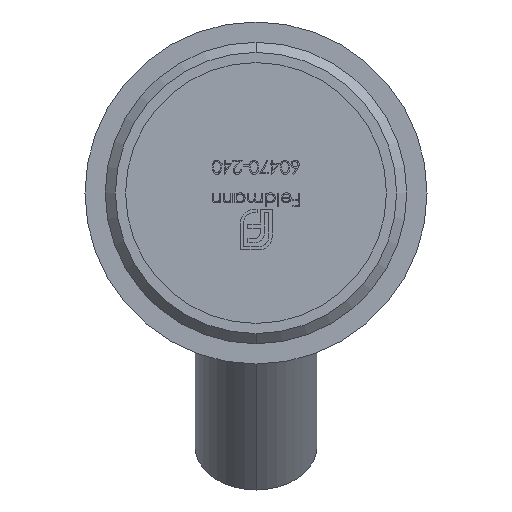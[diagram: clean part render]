
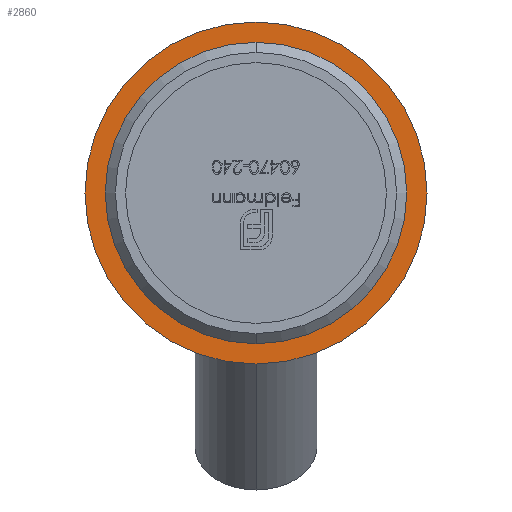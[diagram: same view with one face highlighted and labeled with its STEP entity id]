
A CAD part, front view. The second image highlights one B-rep face of the part: STEP entity #2860.
In plain terms, the highlighted planar face has unit normal (0, -1, 0).
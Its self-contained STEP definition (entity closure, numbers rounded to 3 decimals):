
#175 = ORIENTED_EDGE ( 'NONE', *, *, #393, .F. ) ;
#185 = DIRECTION ( 'NONE',  ( 0., 1., 0. ) ) ;
#393 = EDGE_CURVE ( 'NONE', #7529, #3468, #10179, .T. ) ;
#653 = CARTESIAN_POINT ( 'NONE',  ( 0., -7., 0. ) ) ;
#838 = ORIENTED_EDGE ( 'NONE', *, *, #12415, .F. ) ;
#1057 = VERTEX_POINT ( 'NONE', #11220 ) ;
#1542 = CIRCLE ( 'NONE', #6503, 14.85 ) ;
#1937 = AXIS2_PLACEMENT_3D ( 'NONE', #7471, #5244, #4032 ) ;
#2435 = EDGE_LOOP ( 'NONE', ( #6816, #14402 ) ) ;
#2860 = ADVANCED_FACE ( 'NONE', ( #6964, #10643 ), #5792, .F. ) ;
#3046 = CIRCLE ( 'NONE', #6406, 16.85 ) ;
#3378 = DIRECTION ( 'NONE',  ( 0., 1., 0. ) ) ;
#3468 = VERTEX_POINT ( 'NONE', #6590 ) ;
#3970 = CARTESIAN_POINT ( 'NONE',  ( 0., -7., -16.85 ) ) ;
#4032 = DIRECTION ( 'NONE',  ( 0., 0., 1. ) ) ;
#4685 = CARTESIAN_POINT ( 'NONE',  ( 0., -7., 0. ) ) ;
#4734 = EDGE_LOOP ( 'NONE', ( #175, #838 ) ) ;
#5244 = DIRECTION ( 'NONE',  ( 0., -1., 0. ) ) ;
#5792 = PLANE ( 'NONE',  #10063 ) ;
#5895 = VERTEX_POINT ( 'NONE', #3970 ) ;
#6359 = EDGE_CURVE ( 'NONE', #1057, #5895, #3046, .T. ) ;
#6406 = AXIS2_PLACEMENT_3D ( 'NONE', #6855, #3378, #11223 ) ;
#6503 = AXIS2_PLACEMENT_3D ( 'NONE', #10077, #12217, #14581 ) ;
#6590 = CARTESIAN_POINT ( 'NONE',  ( 0., -7., -14.85 ) ) ;
#6816 = ORIENTED_EDGE ( 'NONE', *, *, #6359, .F. ) ;
#6855 = CARTESIAN_POINT ( 'NONE',  ( 0., -7., 0. ) ) ;
#6964 = FACE_BOUND ( 'NONE', #4734, .T. ) ;
#7471 = CARTESIAN_POINT ( 'NONE',  ( 0., -7., 0. ) ) ;
#7529 = VERTEX_POINT ( 'NONE', #11088 ) ;
#9825 = CIRCLE ( 'NONE', #14442, 16.85 ) ;
#10063 = AXIS2_PLACEMENT_3D ( 'NONE', #4685, #185, #13612 ) ;
#10077 = CARTESIAN_POINT ( 'NONE',  ( 0., -7., 0. ) ) ;
#10179 = CIRCLE ( 'NONE', #1937, 14.85 ) ;
#10635 = DIRECTION ( 'NONE',  ( 0., 0., 1. ) ) ;
#10643 = FACE_OUTER_BOUND ( 'NONE', #2435, .T. ) ;
#11088 = CARTESIAN_POINT ( 'NONE',  ( 0., -7., 14.85 ) ) ;
#11220 = CARTESIAN_POINT ( 'NONE',  ( 0., -7., 16.85 ) ) ;
#11223 = DIRECTION ( 'NONE',  ( 0., 0., 1. ) ) ;
#12217 = DIRECTION ( 'NONE',  ( 0., -1., 0. ) ) ;
#12415 = EDGE_CURVE ( 'NONE', #3468, #7529, #1542, .T. ) ;
#13612 = DIRECTION ( 'NONE',  ( 0., 0., 1. ) ) ;
#14203 = DIRECTION ( 'NONE',  ( 0., 1., 0. ) ) ;
#14402 = ORIENTED_EDGE ( 'NONE', *, *, #14463, .F. ) ;
#14442 = AXIS2_PLACEMENT_3D ( 'NONE', #653, #14203, #10635 ) ;
#14463 = EDGE_CURVE ( 'NONE', #5895, #1057, #9825, .T. ) ;
#14581 = DIRECTION ( 'NONE',  ( 0., 0., 1. ) ) ;
